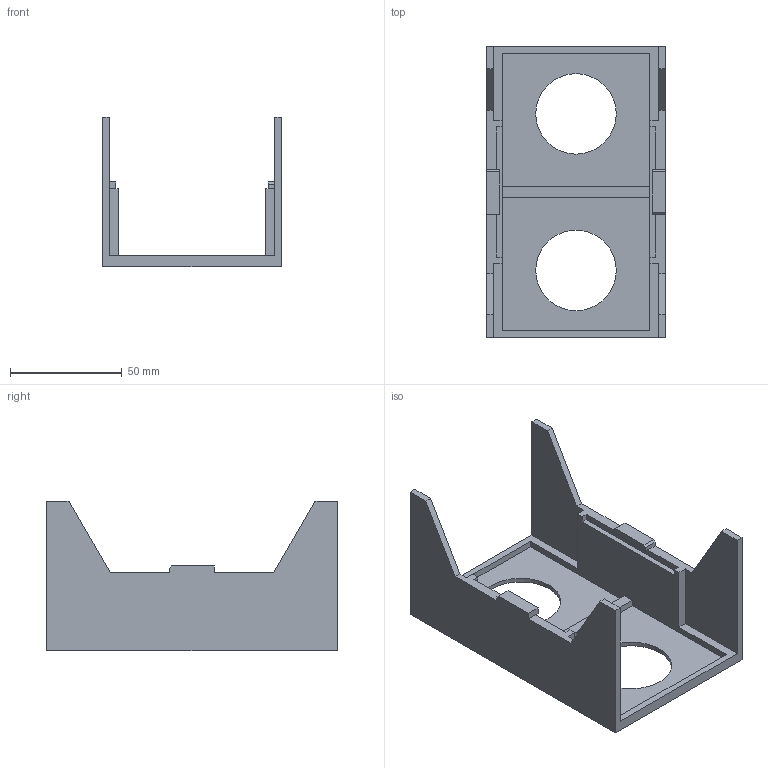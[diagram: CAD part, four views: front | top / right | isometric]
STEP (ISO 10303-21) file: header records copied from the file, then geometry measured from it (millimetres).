
FILE_DESCRIPTION (( 'STEP AP214' ), '1' );
FILE_NAME ('lop2.STEP', '2025-07-09T13:04:53', ( '' ), ( '' ), 'SwSTEP 2.0', 'SolidWorks 2025', '' );
FILE_SCHEMA (( 'AUTOMOTIVE_DESIGN' ));
Length unit declared in the file: millimetre
Products named in the file (1): lop2
Bounding box: 80 x 130 x 67 mm (x, y, z)
Volume: 70399.7 mm3; surface area: 43205.9 mm2
Topology: 1 solids, 1 shells, 61 faces, 173 edges, 114 vertices
Faces by surface type: plane 57, cylinder 4
Entity records: 1974 total; most frequent: CARTESIAN_POINT 349, ORIENTED_EDGE 346, DIRECTION 305, EDGE_CURVE 173, VECTOR 165, LINE 165, VERTEX_POINT 114, AXIS2_PLACEMENT_3D 70
